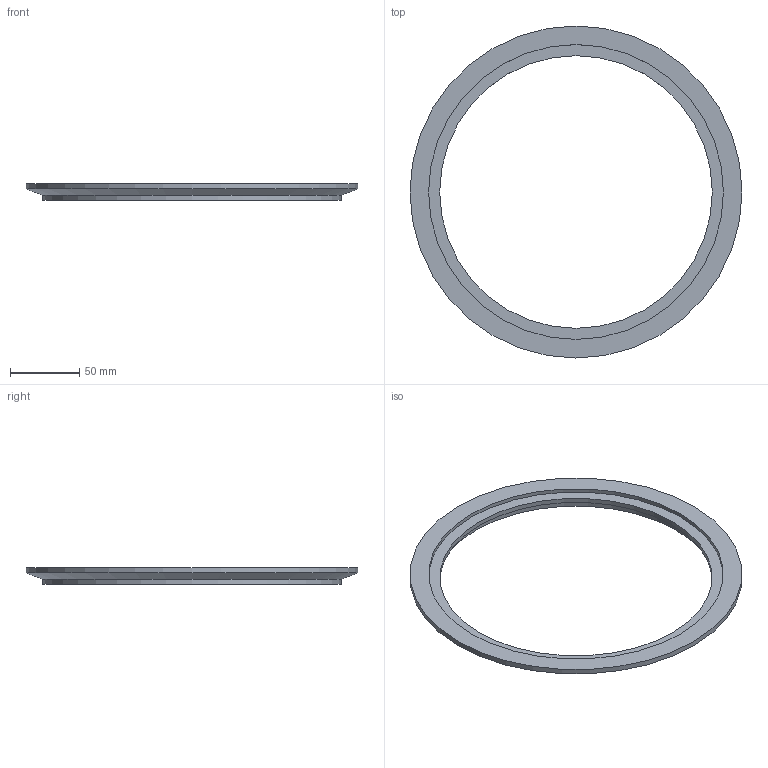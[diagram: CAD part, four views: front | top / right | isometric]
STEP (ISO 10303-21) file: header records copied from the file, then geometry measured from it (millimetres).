
FILE_DESCRIPTION(/* description */ ('QF200-800-SF'),/* implementation_level */ '2;1');
FILE_NAME(/* name */ '4001085a.stp',/* time_stamp */ '2020-06-29T06:35:09-04:00',/* author */ ('Dale_K'),/* organization */ (''),/* preprocessor_version */ 'ST-DEVELOPER v16.13',/* originating_system */ 'Autodesk Inventor 2018',/* authorisation */ 'QF200 8 IN BORE SS SOCKET WELD FLANGE');
FILE_SCHEMA (('AUTOMOTIVE_DESIGN { 1 0 10303 214 3 1 1 }'));
Length unit declared in the file: inch
Products named in the file (1): 4001085
Bounding box: 240.03 x 240.03 x 11.99 mm (x, y, z)
Volume: 97771.3 mm3; surface area: 43160.1 mm2
Topology: 1 solids, 1 shells, 10 faces, 16 edges, 10 vertices
Faces by surface type: cylinder 5, plane 4, cone 1
Full cylindrical faces by diameter (mm): 197.104 x1, 203.708 x1, 213.208 x1, 215.9 x1, 240.03 x1
Entity records: 256 total; most frequent: DIRECTION 42, CARTESIAN_POINT 31, AXIS2_PLACEMENT_3D 21, EDGE_LOOP 20, ORIENTED_EDGE 20, FACE_BOUND 10, FACE_OUTER_BOUND 10, CIRCLE 10
